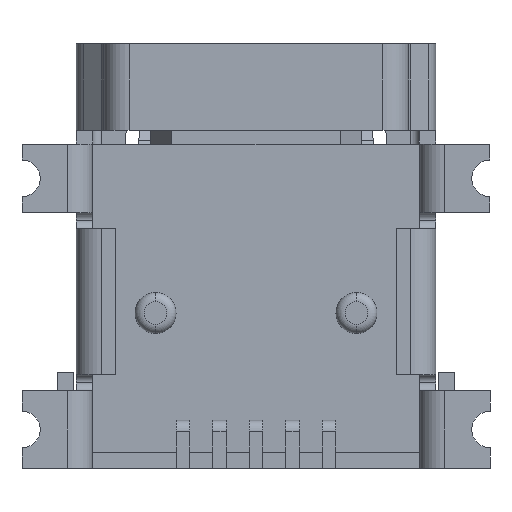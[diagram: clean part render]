
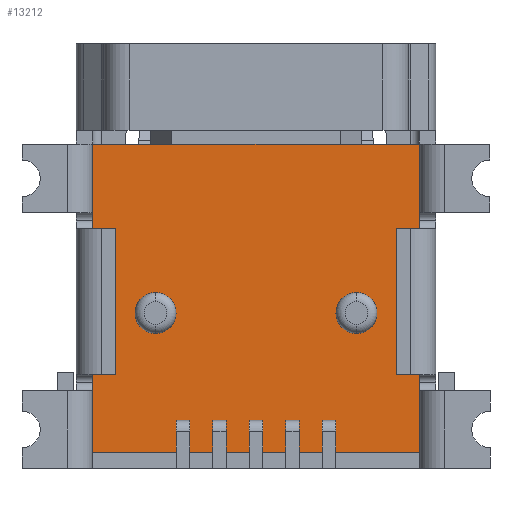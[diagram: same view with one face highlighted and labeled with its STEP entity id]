
A CAD part, front view. The second image highlights one B-rep face of the part: STEP entity #13212.
In plain terms, the highlighted planar face has unit normal (0, -1, 0).
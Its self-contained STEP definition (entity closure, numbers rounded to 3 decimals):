
#130 = VECTOR ( 'NONE', #3001, 1000. ) ;
#207 = LINE ( 'NONE', #7386, #5859 ) ;
#544 = VERTEX_POINT ( 'NONE', #4497 ) ;
#545 = DIRECTION ( 'NONE',  ( 0., 0., 1. ) ) ;
#893 = CARTESIAN_POINT ( 'NONE',  ( -3.08, -2.43, -7.25 ) ) ;
#929 = DIRECTION ( 'NONE',  ( 1., 0., 0. ) ) ;
#1082 = ORIENTED_EDGE ( 'NONE', *, *, #5016, .T. ) ;
#1264 = DIRECTION ( 'NONE',  ( 1., 0., 0. ) ) ;
#1301 = VECTOR ( 'NONE', #8166, 1000. ) ;
#1364 = CARTESIAN_POINT ( 'NONE',  ( -3.58, -2.43, -7.25 ) ) ;
#1532 = CARTESIAN_POINT ( 'NONE',  ( -3.58, -2.43, -4.05 ) ) ;
#1569 = CARTESIAN_POINT ( 'NONE',  ( 3.58, -2.43, -4.05 ) ) ;
#1821 = DIRECTION ( 'NONE',  ( -1., 0., 0. ) ) ;
#2088 = CARTESIAN_POINT ( 'NONE',  ( -3.08, -2.43, -4.05 ) ) ;
#2367 = EDGE_CURVE ( 'NONE', #3289, #13815, #6939, .T. ) ;
#2395 = VERTEX_POINT ( 'NONE', #11654 ) ;
#2440 = EDGE_CURVE ( 'NONE', #8681, #8558, #10863, .T. ) ;
#2472 = ORIENTED_EDGE ( 'NONE', *, *, #14657, .T. ) ;
#2820 = CARTESIAN_POINT ( 'NONE',  ( 3.08, -2.43, -7.25 ) ) ;
#2944 = VECTOR ( 'NONE', #10759, 1000. ) ;
#2950 = CARTESIAN_POINT ( 'NONE',  ( -3.58, -2.43, -7.25 ) ) ;
#2998 = ORIENTED_EDGE ( 'NONE', *, *, #2367, .T. ) ;
#3001 = DIRECTION ( 'NONE',  ( -1., 0., 0. ) ) ;
#3107 = LINE ( 'NONE', #2950, #130 ) ;
#3289 = VERTEX_POINT ( 'NONE', #13990 ) ;
#3367 = DIRECTION ( 'NONE',  ( 0., 0., 1. ) ) ;
#3562 = LINE ( 'NONE', #12173, #9226 ) ;
#3786 = EDGE_CURVE ( 'NONE', #2395, #8681, #207, .T. ) ;
#4072 = EDGE_CURVE ( 'NONE', #11461, #11520, #3562, .T. ) ;
#4108 = EDGE_CURVE ( 'NONE', #13815, #13640, #6203, .T. ) ;
#4234 = EDGE_CURVE ( 'NONE', #544, #3289, #10652, .T. ) ;
#4497 = CARTESIAN_POINT ( 'NONE',  ( -3.58, -2.43, -8.945 ) ) ;
#4594 = VECTOR ( 'NONE', #1264, 1000. ) ;
#4706 = VECTOR ( 'NONE', #6950, 1000. ) ;
#4717 = AXIS2_PLACEMENT_3D ( 'NONE', #14125, #7292, #545 ) ;
#5016 = EDGE_CURVE ( 'NONE', #8558, #11620, #7972, .T. ) ;
#5067 = LINE ( 'NONE', #8099, #4706 ) ;
#5172 = VECTOR ( 'NONE', #9455, 1000. ) ;
#5378 = DIRECTION ( 'NONE',  ( 0., 0., -1. ) ) ;
#5859 = VECTOR ( 'NONE', #1821, 1000. ) ;
#5967 = VERTEX_POINT ( 'NONE', #1364 ) ;
#5997 = CARTESIAN_POINT ( 'NONE',  ( 3.58, -2.43, -7.25 ) ) ;
#6087 = ORIENTED_EDGE ( 'NONE', *, *, #3786, .T. ) ;
#6203 = LINE ( 'NONE', #11088, #12263 ) ;
#6939 = LINE ( 'NONE', #12601, #1301 ) ;
#6950 = DIRECTION ( 'NONE',  ( 0., 0., -1. ) ) ;
#7292 = DIRECTION ( 'NONE',  ( 0., 1., 0. ) ) ;
#7386 = CARTESIAN_POINT ( 'NONE',  ( 3.58, -2.43, -2.2 ) ) ;
#7844 = CARTESIAN_POINT ( 'NONE',  ( -3.58, -2.43, -4.05 ) ) ;
#7972 = LINE ( 'NONE', #2088, #14022 ) ;
#7978 = EDGE_LOOP ( 'NONE', ( #13428, #14066, #10174, #13396, #6087, #13579, #1082, #14411, #2472, #12860, #11792, #2998 ) ) ;
#7991 = CARTESIAN_POINT ( 'NONE',  ( 3.08, -2.43, -7.25 ) ) ;
#8043 = EDGE_CURVE ( 'NONE', #11620, #8050, #10403, .T. ) ;
#8050 = VERTEX_POINT ( 'NONE', #14466 ) ;
#8099 = CARTESIAN_POINT ( 'NONE',  ( -3.58, -2.43, -8.945 ) ) ;
#8166 = DIRECTION ( 'NONE',  ( 0., 0., 1. ) ) ;
#8209 = CARTESIAN_POINT ( 'NONE',  ( 3.08, -2.43, -4.05 ) ) ;
#8274 = EDGE_CURVE ( 'NONE', #5967, #544, #5067, .T. ) ;
#8517 = LINE ( 'NONE', #11330, #14222 ) ;
#8558 = VERTEX_POINT ( 'NONE', #7844 ) ;
#8681 = VERTEX_POINT ( 'NONE', #9180 ) ;
#9180 = CARTESIAN_POINT ( 'NONE',  ( -3.58, -2.43, -2.2 ) ) ;
#9226 = VECTOR ( 'NONE', #929, 1000. ) ;
#9455 = DIRECTION ( 'NONE',  ( 0., 0., -1. ) ) ;
#9541 = PLANE ( 'NONE',  #4717 ) ;
#9979 = DIRECTION ( 'NONE',  ( -1., 0., 0. ) ) ;
#10174 = ORIENTED_EDGE ( 'NONE', *, *, #4072, .T. ) ;
#10265 = CARTESIAN_POINT ( 'NONE',  ( -3.58, -2.43, -8.945 ) ) ;
#10403 = LINE ( 'NONE', #893, #13418 ) ;
#10652 = LINE ( 'NONE', #10265, #4594 ) ;
#10759 = DIRECTION ( 'NONE',  ( 0., 0., 1. ) ) ;
#10863 = LINE ( 'NONE', #1532, #5172 ) ;
#11088 = CARTESIAN_POINT ( 'NONE',  ( 3.58, -2.43, -7.25 ) ) ;
#11330 = CARTESIAN_POINT ( 'NONE',  ( 3.58, -2.43, -4.05 ) ) ;
#11461 = VERTEX_POINT ( 'NONE', #8209 ) ;
#11520 = VERTEX_POINT ( 'NONE', #1569 ) ;
#11620 = VERTEX_POINT ( 'NONE', #13165 ) ;
#11654 = CARTESIAN_POINT ( 'NONE',  ( 3.58, -2.43, -2.2 ) ) ;
#11792 = ORIENTED_EDGE ( 'NONE', *, *, #4234, .T. ) ;
#12173 = CARTESIAN_POINT ( 'NONE',  ( 3.08, -2.43, -4.05 ) ) ;
#12263 = VECTOR ( 'NONE', #9979, 1000. ) ;
#12454 = EDGE_CURVE ( 'NONE', #11520, #2395, #8517, .T. ) ;
#12571 = FACE_OUTER_BOUND ( 'NONE', #7978, .T. ) ;
#12601 = CARTESIAN_POINT ( 'NONE',  ( 3.58, -2.43, -8.945 ) ) ;
#12860 = ORIENTED_EDGE ( 'NONE', *, *, #8274, .T. ) ;
#13165 = CARTESIAN_POINT ( 'NONE',  ( -3.08, -2.43, -4.05 ) ) ;
#13212 = ADVANCED_FACE ( 'NONE', ( #12571 ), #9541, .F. ) ;
#13396 = ORIENTED_EDGE ( 'NONE', *, *, #12454, .T. ) ;
#13418 = VECTOR ( 'NONE', #5378, 1000. ) ;
#13428 = ORIENTED_EDGE ( 'NONE', *, *, #4108, .T. ) ;
#13579 = ORIENTED_EDGE ( 'NONE', *, *, #2440, .T. ) ;
#13640 = VERTEX_POINT ( 'NONE', #7991 ) ;
#13815 = VERTEX_POINT ( 'NONE', #5997 ) ;
#13990 = CARTESIAN_POINT ( 'NONE',  ( 3.58, -2.43, -8.945 ) ) ;
#14022 = VECTOR ( 'NONE', #14529, 1000. ) ;
#14066 = ORIENTED_EDGE ( 'NONE', *, *, #14499, .T. ) ;
#14125 = CARTESIAN_POINT ( 'NONE',  ( 3.08, -2.43, -7.25 ) ) ;
#14222 = VECTOR ( 'NONE', #3367, 1000. ) ;
#14319 = LINE ( 'NONE', #2820, #2944 ) ;
#14411 = ORIENTED_EDGE ( 'NONE', *, *, #8043, .T. ) ;
#14466 = CARTESIAN_POINT ( 'NONE',  ( -3.08, -2.43, -7.25 ) ) ;
#14499 = EDGE_CURVE ( 'NONE', #13640, #11461, #14319, .T. ) ;
#14529 = DIRECTION ( 'NONE',  ( 1., 0., 0. ) ) ;
#14657 = EDGE_CURVE ( 'NONE', #8050, #5967, #3107, .T. ) ;
